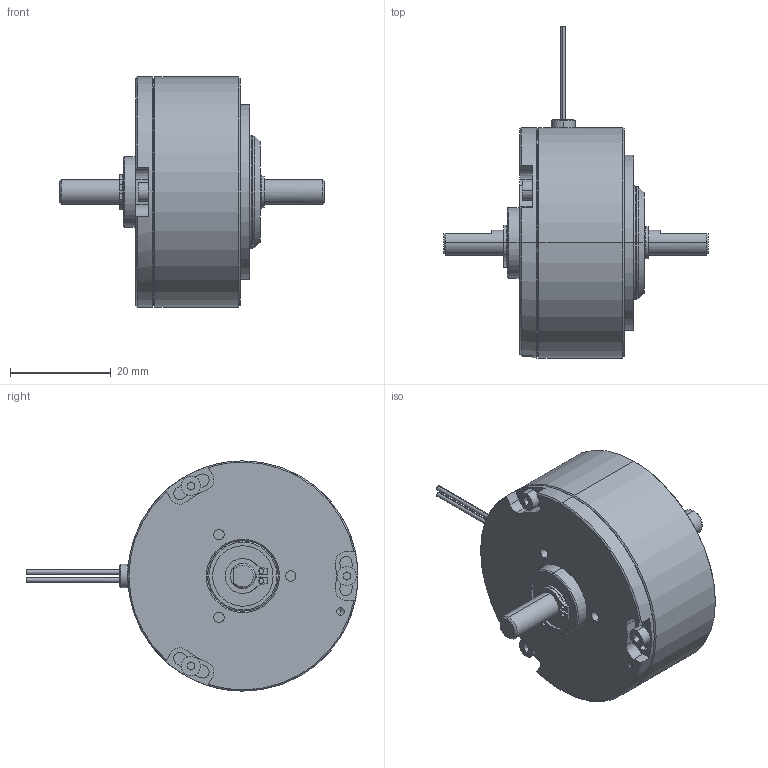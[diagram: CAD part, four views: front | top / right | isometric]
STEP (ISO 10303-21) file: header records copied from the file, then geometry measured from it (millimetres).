
FILE_DESCRIPTION (( 'STEP AP203' ), '1' );
FILE_NAME ('HB-10M_D_EF.STEP', '2013-04-02T13:44:56', ( 'Jeff' ), ( '' ), 'SwSTEP 2.0', 'SolidWorks 2013', '' );
FILE_SCHEMA (( 'CONFIG_CONTROL_DESIGN' ));
Length unit declared in the file: inch
Products named in the file (1): HB-10M_D_EF
Bounding box: 52.6 x 65.91 x 45.72 mm (x, y, z)
Surface area: 10434.8 mm2 (no closed solid volume)
Topology: 0 solids, 17 shells, 226 faces, 826 edges, 618 vertices
Faces by surface type: cylinder 104, plane 68, cone 46, torus 8
Entity records: 9253 total; most frequent: CARTESIAN_POINT 2105, DIRECTION 1559, ORIENTED_EDGE 1271, EDGE_CURVE 824, VERTEX_POINT 618, AXIS2_PLACEMENT_3D 614, CIRCLE 387, LINE 331
